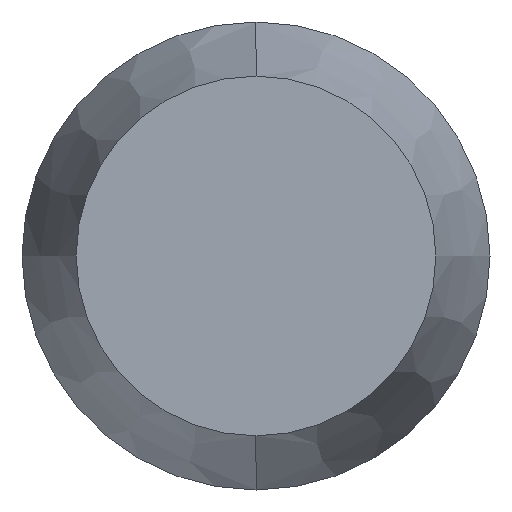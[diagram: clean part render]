
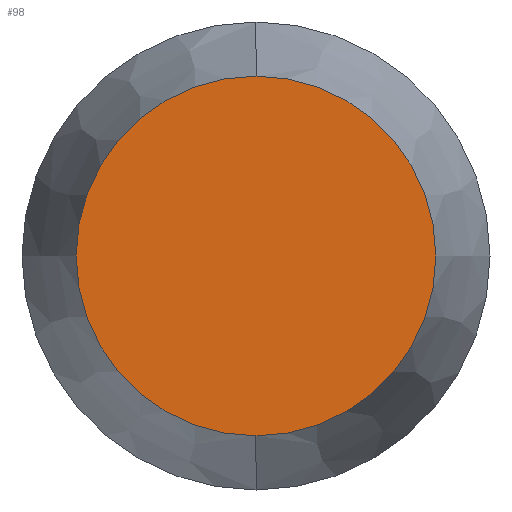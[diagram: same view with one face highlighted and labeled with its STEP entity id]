
A CAD part, left-side view. The second image highlights one B-rep face of the part: STEP entity #98.
In plain terms, the highlighted planar face has unit normal (-1, 0, 0).
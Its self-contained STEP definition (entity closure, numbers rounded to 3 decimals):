
#26 = DIRECTION ( 'NONE',  ( -1., 0., 0. ) ) ;
#47 = CARTESIAN_POINT ( 'NONE',  ( 0., 17.5, 17.5 ) ) ;
#58 = CARTESIAN_POINT ( 'NONE',  ( 0., 17.5, 0. ) ) ;
#63 = VERTEX_POINT ( 'NONE', #47 ) ;
#92 = ORIENTED_EDGE ( 'NONE', *, *, #214, .T. ) ;
#98 = ADVANCED_FACE ( 'NONE', ( #162 ), #187, .T. ) ;
#115 = CARTESIAN_POINT ( 'NONE',  ( 0., 0., 0. ) ) ;
#118 = CIRCLE ( 'NONE', #133, 17.5 ) ;
#120 = EDGE_LOOP ( 'NONE', ( #92, #186 ) ) ;
#133 = AXIS2_PLACEMENT_3D ( 'NONE', #154, #178, #238 ) ;
#147 = AXIS2_PLACEMENT_3D ( 'NONE', #58, #221, #179 ) ;
#154 = CARTESIAN_POINT ( 'NONE',  ( 0., 17.5, 0. ) ) ;
#160 = DIRECTION ( 'NONE',  ( 0., 0., 1. ) ) ;
#162 = FACE_OUTER_BOUND ( 'NONE', #120, .T. ) ;
#178 = DIRECTION ( 'NONE',  ( -1., 0., 0. ) ) ;
#179 = DIRECTION ( 'NONE',  ( 0., 0., 1. ) ) ;
#186 = ORIENTED_EDGE ( 'NONE', *, *, #208, .T. ) ;
#187 = PLANE ( 'NONE',  #259 ) ;
#203 = CARTESIAN_POINT ( 'NONE',  ( 0., 17.5, -17.5 ) ) ;
#208 = EDGE_CURVE ( 'NONE', #227, #63, #216, .T. ) ;
#214 = EDGE_CURVE ( 'NONE', #63, #227, #118, .T. ) ;
#216 = CIRCLE ( 'NONE', #147, 17.5 ) ;
#221 = DIRECTION ( 'NONE',  ( -1., 0., 0. ) ) ;
#227 = VERTEX_POINT ( 'NONE', #203 ) ;
#238 = DIRECTION ( 'NONE',  ( 0., 0., 1. ) ) ;
#259 = AXIS2_PLACEMENT_3D ( 'NONE', #115, #26, #160 ) ;
